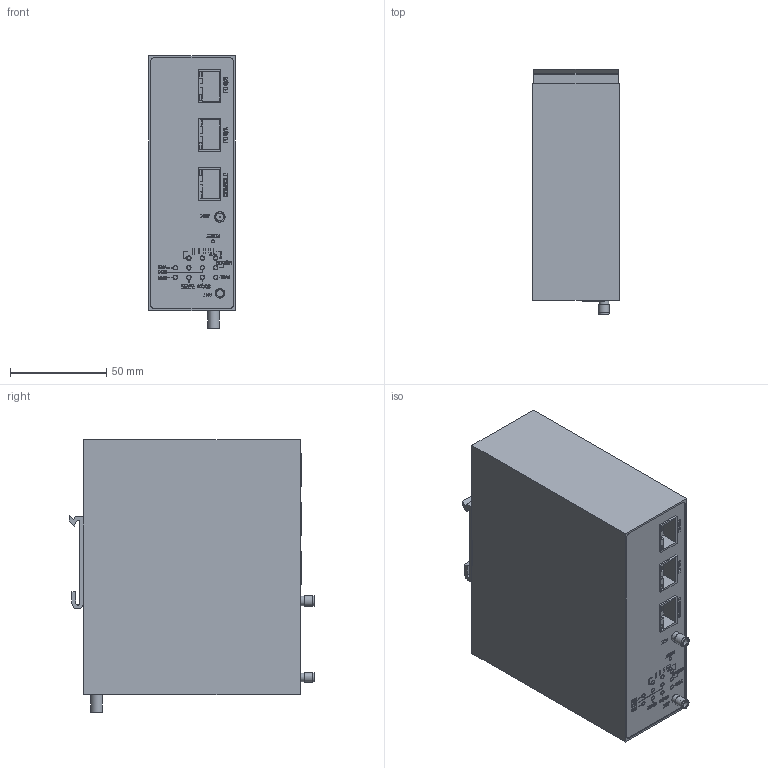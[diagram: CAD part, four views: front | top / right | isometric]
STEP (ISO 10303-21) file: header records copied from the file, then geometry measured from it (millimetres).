
FILE_DESCRIPTION(/* description */ (''),/* implementation_level */ '2;1');
FILE_NAME(/* name */ '43872_WECS LTE-Router.stp',/* time_stamp */ '2017-07-03T11:12:54+02:00',/* author */ ('guzb562'),/* organization */ (''),/* preprocessor_version */ 'ST-DEVELOPER v16.1',/* originating_system */ 'Autodesk Inventor 2016',/* authorisation */ '');
FILE_SCHEMA (('AUTOMOTIVE_DESIGN { 1 0 10303 214 3 1 1 }'));
Products named in the file (1): 43872_WECS LTE-Router
Bounding box: 45 x 127.67 x 141.8 mm (x, y, z)
Volume: 672015.6 mm3; surface area: 57959.3 mm2
Topology: 1 solids, 1 shells, 1641 faces, 4333 edges, 2887 vertices
Faces by surface type: plane 1136, bspline 451, cylinder 54
Full cylindrical faces by diameter (mm): 0.557 x1, 1.12 x1, 1.194 x1, 1.558 x1, 2 x9, 2.147 x1, 2.155 x1, 2.338 x4, 2.8 x2, 3.373 x2, 3.5 x2, 3.552 x1, 4.109 x1, 4.454 x1, 4.719 x1, 4.984 x1, 5.01 x1, 5.276 x1, 5.541 x1, 6.119 x1
Entity records: 54550 total; most frequent: CARTESIAN_POINT 16914, ORIENTED_EDGE 8596, DIRECTION 5885, EDGE_CURVE 4297, LINE 3287, VECTOR 3287, VERTEX_POINT 2884, EDGE_LOOP 1867
